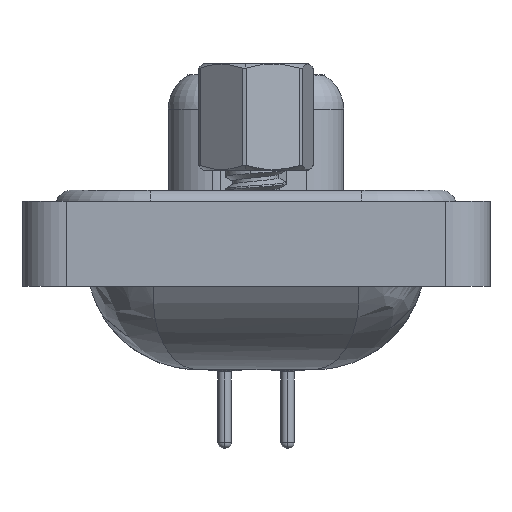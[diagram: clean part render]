
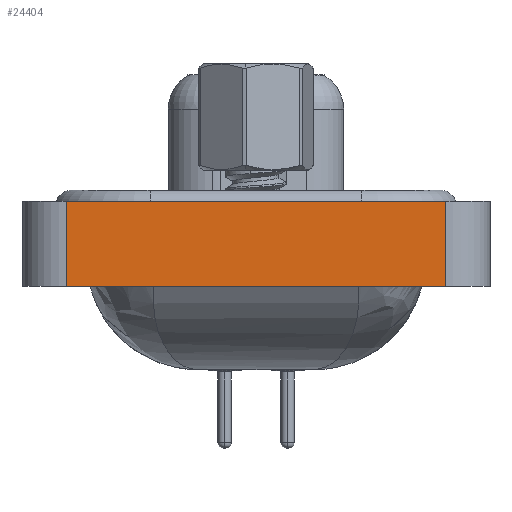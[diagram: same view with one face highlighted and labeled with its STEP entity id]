
A CAD part, left-side view. The second image highlights one B-rep face of the part: STEP entity #24404.
In plain terms, the highlighted planar face has unit normal (-1, 0, 0).
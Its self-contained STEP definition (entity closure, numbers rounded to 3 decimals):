
#1386 = VECTOR ( 'NONE', #1868, 1000. ) ;
#1868 = DIRECTION ( 'NONE',  ( 0., -1., 0. ) ) ;
#3144 = FACE_OUTER_BOUND ( 'NONE', #11083, .T. ) ;
#3487 = CARTESIAN_POINT ( 'NONE',  ( -7.15, -8.55, -3.35 ) ) ;
#4340 = CARTESIAN_POINT ( 'NONE',  ( -7.15, -8.55, 0.5 ) ) ;
#4421 = LINE ( 'NONE', #23210, #7412 ) ;
#4893 = CARTESIAN_POINT ( 'NONE',  ( -7.15, -8.55, -3.35 ) ) ;
#7412 = VECTOR ( 'NONE', #15148, 1000. ) ;
#7828 = VECTOR ( 'NONE', #11321, 1000. ) ;
#9968 = EDGE_CURVE ( 'NONE', #32093, #15313, #32576, .T. ) ;
#10562 = CARTESIAN_POINT ( 'NONE',  ( -7.15, 8.55, -3.35 ) ) ;
#11083 = EDGE_LOOP ( 'NONE', ( #18325, #32155, #17407, #14937 ) ) ;
#11321 = DIRECTION ( 'NONE',  ( 0., 0., 1. ) ) ;
#11447 = AXIS2_PLACEMENT_3D ( 'NONE', #3487, #32963, #19812 ) ;
#14456 = VERTEX_POINT ( 'NONE', #4893 ) ;
#14937 = ORIENTED_EDGE ( 'NONE', *, *, #28004, .T. ) ;
#15148 = DIRECTION ( 'NONE',  ( 0., 0., 1. ) ) ;
#15313 = VERTEX_POINT ( 'NONE', #32926 ) ;
#15879 = EDGE_CURVE ( 'NONE', #15313, #31609, #17957, .T. ) ;
#17407 = ORIENTED_EDGE ( 'NONE', *, *, #9968, .F. ) ;
#17957 = LINE ( 'NONE', #23212, #22433 ) ;
#18325 = ORIENTED_EDGE ( 'NONE', *, *, #25844, .T. ) ;
#19812 = DIRECTION ( 'NONE',  ( 0., 0., 1. ) ) ;
#22433 = VECTOR ( 'NONE', #33749, 1000. ) ;
#23210 = CARTESIAN_POINT ( 'NONE',  ( -7.15, -8.55, -3.35 ) ) ;
#23212 = CARTESIAN_POINT ( 'NONE',  ( -7.15, -8.55, 0.5 ) ) ;
#24404 = ADVANCED_FACE ( 'NONE', ( #3144 ), #24897, .T. ) ;
#24897 = PLANE ( 'NONE',  #11447 ) ;
#25844 = EDGE_CURVE ( 'NONE', #14456, #31609, #4421, .T. ) ;
#26803 = CARTESIAN_POINT ( 'NONE',  ( -7.15, 8.55, -3.35 ) ) ;
#28004 = EDGE_CURVE ( 'NONE', #32093, #14456, #31030, .T. ) ;
#30869 = CARTESIAN_POINT ( 'NONE',  ( -7.15, -8.55, -3.35 ) ) ;
#31030 = LINE ( 'NONE', #30869, #1386 ) ;
#31609 = VERTEX_POINT ( 'NONE', #4340 ) ;
#32093 = VERTEX_POINT ( 'NONE', #10562 ) ;
#32155 = ORIENTED_EDGE ( 'NONE', *, *, #15879, .F. ) ;
#32576 = LINE ( 'NONE', #26803, #7828 ) ;
#32926 = CARTESIAN_POINT ( 'NONE',  ( -7.15, 8.55, 0.5 ) ) ;
#32963 = DIRECTION ( 'NONE',  ( -1., 0., 0. ) ) ;
#33749 = DIRECTION ( 'NONE',  ( 0., -1., 0. ) ) ;
